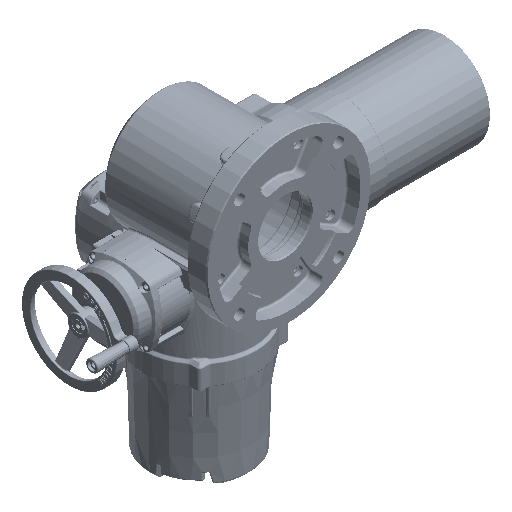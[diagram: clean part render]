
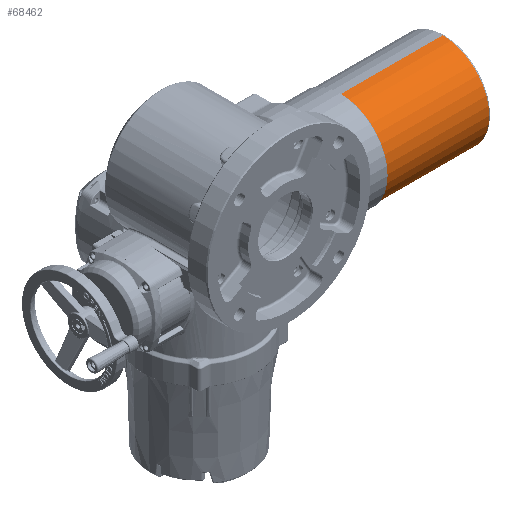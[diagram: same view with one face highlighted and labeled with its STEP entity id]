
A CAD part, isometric view. The second image highlights one B-rep face of the part: STEP entity #68462.
In plain terms, the highlighted cylindrical face has radius 78 mm (diameter 156 mm), a partial arc.
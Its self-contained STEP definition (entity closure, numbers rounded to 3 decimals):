
#4037=CYLINDRICAL_SURFACE('',#75482,78.);
#9225=FACE_OUTER_BOUND('',#13857,.T.);
#13857=EDGE_LOOP('',(#56271,#56272,#56273,#56274));
#17650=LINE('',#176132,#20592);
#17651=LINE('',#176135,#20593);
#20592=VECTOR('',#91115,1000.);
#20593=VECTOR('',#91118,1000.);
#24795=CIRCLE('',#75481,78.);
#24796=CIRCLE('',#75483,78.);
#30727=VERTEX_POINT('',#176125);
#30728=VERTEX_POINT('',#176126);
#30729=VERTEX_POINT('',#176131);
#30730=VERTEX_POINT('',#176133);
#39490=EDGE_CURVE('',#30728,#30729,#17650,.T.);
#39492=EDGE_CURVE('',#30727,#30730,#17651,.T.);
#39582=EDGE_CURVE('',#30729,#30730,#24795,.T.);
#39583=EDGE_CURVE('',#30728,#30727,#24796,.T.);
#56271=ORIENTED_EDGE('',*,*,#39490,.F.);
#56272=ORIENTED_EDGE('',*,*,#39583,.T.);
#56273=ORIENTED_EDGE('',*,*,#39492,.T.);
#56274=ORIENTED_EDGE('',*,*,#39582,.F.);
#68462=ADVANCED_FACE('',(#9225),#4037,.T.);
#75481=AXIS2_PLACEMENT_3D('',#177162,#91285,#91286);
#75482=AXIS2_PLACEMENT_3D('',#177163,#91287,#91288);
#75483=AXIS2_PLACEMENT_3D('',#177164,#91289,#91290);
#91115=DIRECTION('',(1.,0.,0.));
#91118=DIRECTION('',(1.,0.,0.));
#91285=DIRECTION('center_axis',(1.,0.,0.));
#91286=DIRECTION('ref_axis',(0.,0.,-1.));
#91287=DIRECTION('center_axis',(1.,0.,0.));
#91288=DIRECTION('ref_axis',(0.,0.,-1.));
#91289=DIRECTION('center_axis',(1.,0.,0.));
#91290=DIRECTION('ref_axis',(0.,0.,-1.));
#176125=CARTESIAN_POINT('',(82.,0.,-78.));
#176126=CARTESIAN_POINT('',(82.,0.,78.));
#176131=CARTESIAN_POINT('',(252.363,0.,78.));
#176132=CARTESIAN_POINT('',(265.218,0.,78.));
#176133=CARTESIAN_POINT('',(252.363,0.,-78.));
#176135=CARTESIAN_POINT('',(265.218,0.,-78.));
#177162=CARTESIAN_POINT('Origin',(252.363,0.,0.));
#177163=CARTESIAN_POINT('Origin',(265.218,0.,0.));
#177164=CARTESIAN_POINT('Origin',(82.,0.,0.));
